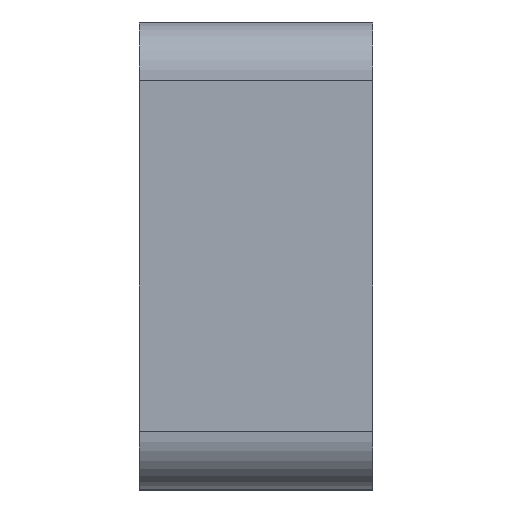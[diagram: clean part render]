
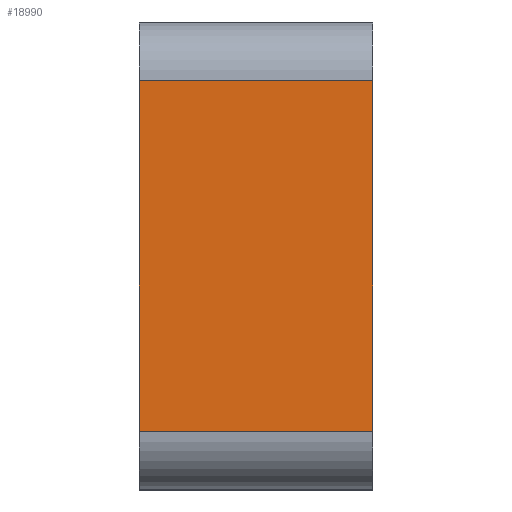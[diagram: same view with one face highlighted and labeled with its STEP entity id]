
A CAD part, left-side view. The second image highlights one B-rep face of the part: STEP entity #18990.
In plain terms, the highlighted planar face has unit normal (-1, 0, 0).
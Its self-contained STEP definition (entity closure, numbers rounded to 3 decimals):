
#4552=ORIENTED_EDGE('',*,*,#8728,.F.);
#4553=ORIENTED_EDGE('',*,*,#7922,.F.);
#4554=ORIENTED_EDGE('',*,*,#8729,.T.);
#4555=ORIENTED_EDGE('',*,*,#7949,.F.);
#7922=EDGE_CURVE('',#10658,#10659,#12173,.T.);
#7949=EDGE_CURVE('',#10683,#10684,#12194,.T.);
#8728=EDGE_CURVE('',#10659,#10683,#12840,.T.);
#8729=EDGE_CURVE('',#10658,#10684,#12841,.T.);
#10658=VERTEX_POINT('',#29089);
#10659=VERTEX_POINT('',#29091);
#10683=VERTEX_POINT('',#29142);
#10684=VERTEX_POINT('',#29144);
#12173=LINE('',#29090,#14233);
#12194=LINE('',#29143,#14254);
#12840=LINE('',#30743,#14900);
#12841=LINE('',#30744,#14901);
#14233=VECTOR('',#22950,1000.);
#14254=VECTOR('',#22985,1000.);
#14900=VECTOR('',#24811,1000.);
#14901=VECTOR('',#24812,1000.);
#16212=EDGE_LOOP('',(#4552,#4553,#4554,#4555));
#17362=FACE_BOUND('',#16212,.T.);
#18186=PLANE('',#20581);
#18990=ADVANCED_FACE('',(#17362),#18186,.T.);
#20581=AXIS2_PLACEMENT_3D('',#30742,#24809,#24810);
#22950=DIRECTION('',(0.,0.,1.));
#22985=DIRECTION('',(0.,0.,-1.));
#24809=DIRECTION('',(-1.,0.,0.));
#24810=DIRECTION('',(0.,0.,-1.));
#24811=DIRECTION('',(0.,-1.,0.));
#24812=DIRECTION('',(0.,-1.,0.));
#29089=CARTESIAN_POINT('',(-185.,10.,-12.494));
#29090=CARTESIAN_POINT('',(-184.999,10.,0.006));
#29091=CARTESIAN_POINT('',(-184.999,10.,2.506));
#29142=CARTESIAN_POINT('',(-184.999,0.,2.506));
#29143=CARTESIAN_POINT('',(-185.,0.,-4.994));
#29144=CARTESIAN_POINT('',(-185.,0.,-12.494));
#30742=CARTESIAN_POINT('',(-185.,10.,-4.994));
#30743=CARTESIAN_POINT('',(-184.999,10.,2.506));
#30744=CARTESIAN_POINT('',(-185.,10.,-12.494));
